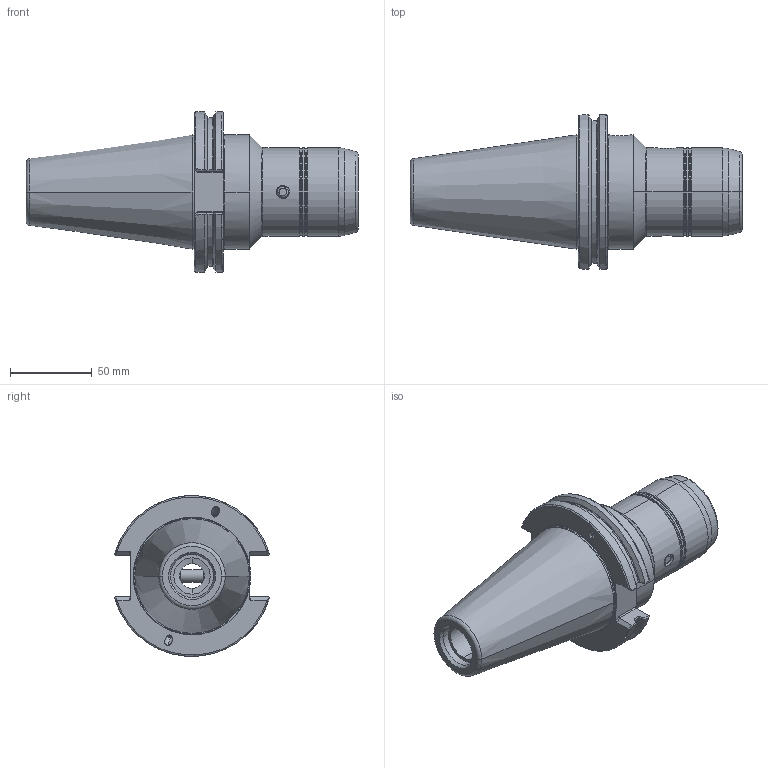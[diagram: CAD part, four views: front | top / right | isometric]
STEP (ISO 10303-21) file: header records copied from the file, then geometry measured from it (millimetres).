
FILE_DESCRIPTION (( 'STEP AP214' ), '1' );
FILE_NAME ('BCV50-MGT20-4.STEP', '2015-07-24T22:13:27', ( '' ), ( '' ), 'SwSTEP 2.0', 'SolidWorks 2015', '' );
FILE_SCHEMA (( 'AUTOMOTIVE_DESIGN' ));
Length unit declared in the file: millimetre
Products named in the file (3): MGT20SS; BCV50-MGT20-4
Assembly tree (2 placements, depth 2):
  BCV50-MGT20-4
    BCV50-MGT20-4
    MGT20SS
Bounding box: 203.2 x 94.62 x 98.1 mm (x, y, z)
Volume: 496294.3 mm3; surface area: 67251 mm2
Topology: 2 solids, 2 shells, 220 faces, 518 edges, 307 vertices
Faces by surface type: cylinder 74, plane 51, cone 47, torus 26, bspline 20, sphere 2
Entity records: 7175 total; most frequent: CARTESIAN_POINT 2218, ORIENTED_EDGE 1032, DIRECTION 971, EDGE_CURVE 516, AXIS2_PLACEMENT_3D 392, VERTEX_POINT 307, EDGE_LOOP 237, FACE_OUTER_BOUND 220
